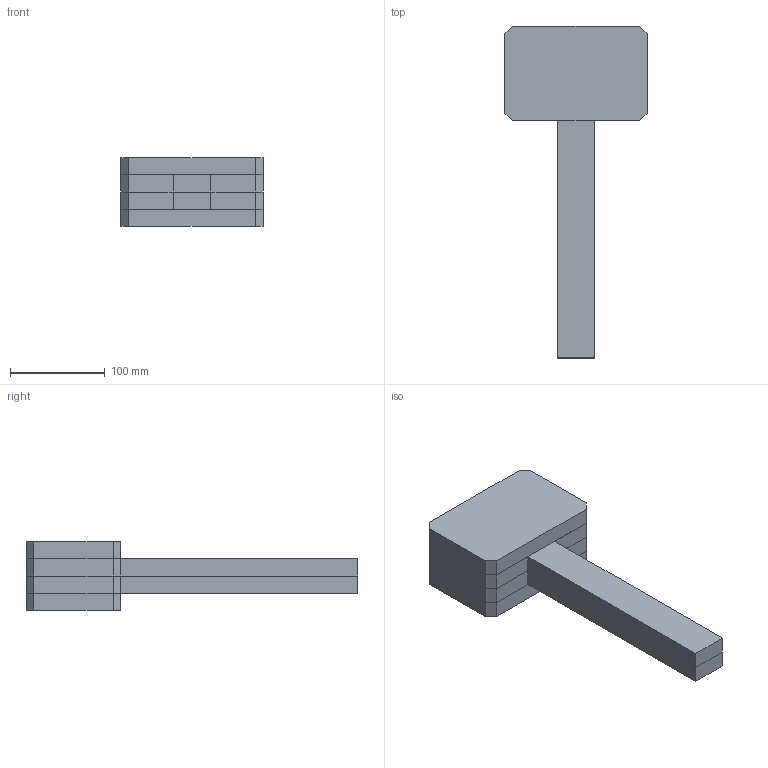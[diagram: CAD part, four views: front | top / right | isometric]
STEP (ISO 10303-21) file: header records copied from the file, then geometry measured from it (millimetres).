
FILE_DESCRIPTION(('FreeCAD Model'),'2;1');
FILE_NAME('Mallet.step','2017-03-03T22:34:30',(''),(''), 'Open CASCADE STEP processor 7.1','FreeCAD','Unknown');
FILE_SCHEMA(('AUTOMOTIVE_DESIGN_CC2 { 1 2 10303 214 -1 1 5 4 }'));
Length unit declared in the file: millimetre
Products named in the file (4): ASSEMBLY; Mallet_core; Mallet_side_2; Mallet_side_1
Assembly tree (3 placements, depth 2):
  ASSEMBLY
    Mallet_core
    Mallet_side_2
    Mallet_side_1
Bounding box: 150 x 350 x 72 mm (x, y, z)
Volume: 1430278.9 mm3; surface area: 211533.7 mm2
Topology: 4 solids, 4 shells, 48 faces, 120 edges, 80 vertices
Faces by surface type: plane 48
Entity records: 3062 total; most frequent: CARTESIAN_POINT 492, DIRECTION 464, LINE 360, VECTOR 360, ORIENTED_EDGE 240, PCURVE 240, DEFINITIONAL_REPRESENTATION 240, EDGE_CURVE 120
